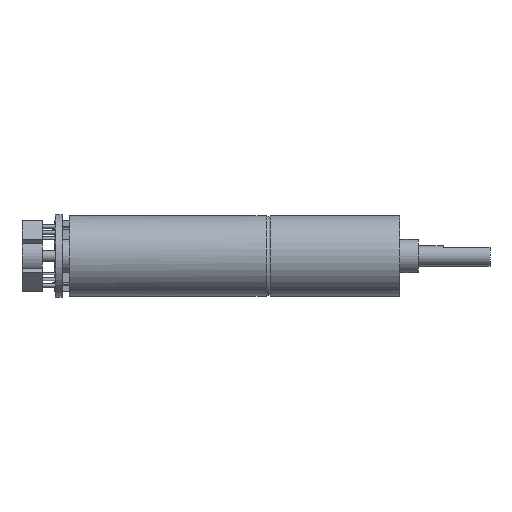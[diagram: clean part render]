
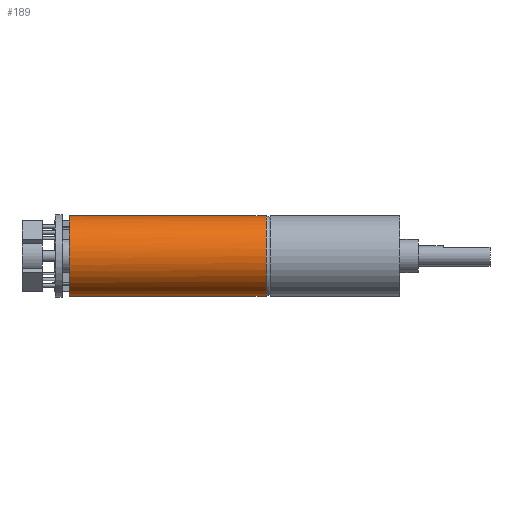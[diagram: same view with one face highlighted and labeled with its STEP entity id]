
A CAD part, left-side view. The second image highlights one B-rep face of the part: STEP entity #189.
In plain terms, the highlighted cylindrical face has radius 6 mm (diameter 12 mm), a full revolution.
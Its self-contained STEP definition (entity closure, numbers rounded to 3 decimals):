
#189 = ADVANCED_FACE( '', ( #434, #435 ), #436, .T. );
#434 = FACE_OUTER_BOUND( '', #763, .T. );
#435 = FACE_OUTER_BOUND( '', #764, .T. );
#436 = CYLINDRICAL_SURFACE( '', #765, 6. );
#763 = EDGE_LOOP( '', ( #1241, #1242, #1243, #1244 ) );
#764 = EDGE_LOOP( '', ( #1245 ) );
#765 = AXIS2_PLACEMENT_3D( '', #1246, #1247, #1248 );
#1241 = ORIENTED_EDGE( '', *, *, #1807, .T. );
#1242 = ORIENTED_EDGE( '', *, *, #1808, .T. );
#1243 = ORIENTED_EDGE( '', *, *, #1774, .T. );
#1244 = ORIENTED_EDGE( '', *, *, #1809, .T. );
#1245 = ORIENTED_EDGE( '', *, *, #1810, .F. );
#1246 = CARTESIAN_POINT( '', ( 0., 44., 0. ) );
#1247 = DIRECTION( '', ( 0., 1., 0. ) );
#1248 = DIRECTION( '', ( 0., 0., -1. ) );
#1774 = EDGE_CURVE( '', #2114, #2115, #2116, .T. );
#1807 = EDGE_CURVE( '', #2166, #2167, #2168, .T. );
#1808 = EDGE_CURVE( '', #2167, #2114, #2169, .T. );
#1809 = EDGE_CURVE( '', #2115, #2166, #2170, .T. );
#1810 = EDGE_CURVE( '', #2171, #2171, #2172, .T. );
#2114 = VERTEX_POINT( '', #2577 );
#2115 = VERTEX_POINT( '', #2578 );
#2116 = CIRCLE( '', #2579, 6. );
#2166 = VERTEX_POINT( '', #2642 );
#2167 = VERTEX_POINT( '', #2643 );
#2168 = CIRCLE( '', #2644, 6. );
#2169 = CIRCLE( '', #2645, 6. );
#2170 = CIRCLE( '', #2646, 6. );
#2171 = VERTEX_POINT( '', #2647 );
#2172 = CIRCLE( '', #2648, 6. );
#2577 = CARTESIAN_POINT( '', ( 4.3, 49.4, 4.185 ) );
#2578 = CARTESIAN_POINT( '', ( 4.006, 49.4, 4.467 ) );
#2579 = AXIS2_PLACEMENT_3D( '', #2972, #2973, #2974 );
#2642 = CARTESIAN_POINT( '', ( 4.006, 49.4, -4.467 ) );
#2643 = CARTESIAN_POINT( '', ( 4.3, 49.4, -4.185 ) );
#2644 = AXIS2_PLACEMENT_3D( '', #3015, #3016, #3017 );
#2645 = AXIS2_PLACEMENT_3D( '', #3018, #3019, #3020 );
#2646 = AXIS2_PLACEMENT_3D( '', #3021, #3022, #3023 );
#2647 = CARTESIAN_POINT( '', ( 0., 20., -6. ) );
#2648 = AXIS2_PLACEMENT_3D( '', #3024, #3025, #3026 );
#2972 = CARTESIAN_POINT( '', ( 0., 49.4, 0. ) );
#2973 = DIRECTION( '', ( 0., -1., 0. ) );
#2974 = DIRECTION( '', ( 0., 0., -1. ) );
#3015 = CARTESIAN_POINT( '', ( 0., 49.4, 0. ) );
#3016 = DIRECTION( '', ( 0., -1., 0. ) );
#3017 = DIRECTION( '', ( 0., 0., -1. ) );
#3018 = CARTESIAN_POINT( '', ( 0., 49.4, 0. ) );
#3019 = DIRECTION( '', ( 0., -1., 0. ) );
#3020 = DIRECTION( '', ( 0., 0., -1. ) );
#3021 = CARTESIAN_POINT( '', ( 0., 49.4, 0. ) );
#3022 = DIRECTION( '', ( 0., -1., 0. ) );
#3023 = DIRECTION( '', ( 0., 0., -1. ) );
#3024 = CARTESIAN_POINT( '', ( 0., 20., 0. ) );
#3025 = DIRECTION( '', ( 0., -1., 0. ) );
#3026 = DIRECTION( '', ( 0., 0., -1. ) );
